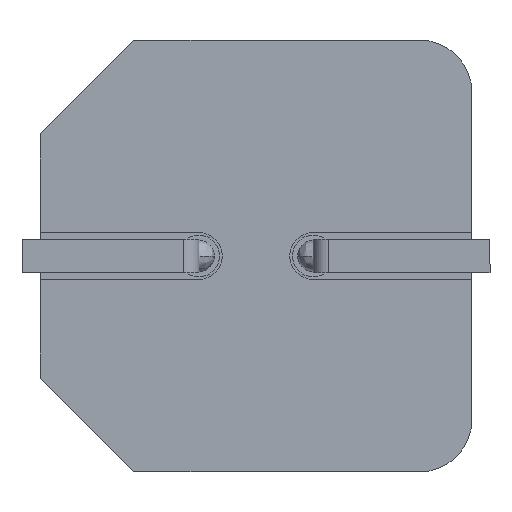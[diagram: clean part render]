
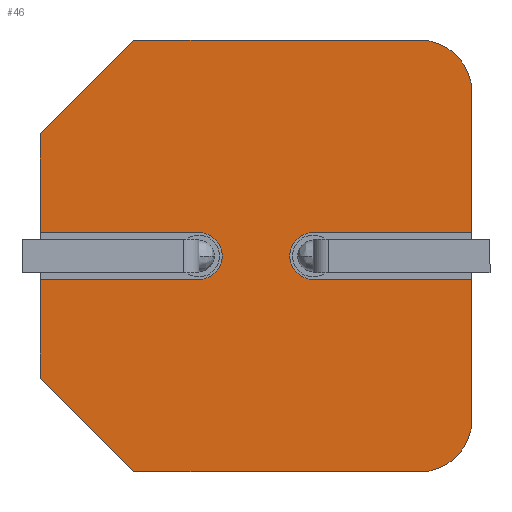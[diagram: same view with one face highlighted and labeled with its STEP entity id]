
A CAD part, front view. The second image highlights one B-rep face of the part: STEP entity #46.
In plain terms, the highlighted planar face has unit normal (0, -1, 0).
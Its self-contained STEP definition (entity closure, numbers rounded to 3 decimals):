
#19 = DIRECTION ( 'NONE',  ( 0., 0., 1. ) ) ;
#46 = ADVANCED_FACE ( 'NONE', ( #1927 ), #874, .T. ) ;
#51 = EDGE_CURVE ( 'NONE', #285, #220, #1300, .T. ) ;
#61 = EDGE_CURVE ( 'NONE', #1534, #2104, #2304, .T. ) ;
#71 = LINE ( 'NONE', #1689, #1745 ) ;
#79 = EDGE_CURVE ( 'NONE', #223, #393, #71, .T. ) ;
#81 = LINE ( 'NONE', #1886, #1648 ) ;
#96 = CARTESIAN_POINT ( 'NONE',  ( 0., 0., -0.45 ) ) ;
#107 = DIRECTION ( 'NONE',  ( 1., 0., 0. ) ) ;
#133 = VECTOR ( 'NONE', #1530, 1000. ) ;
#144 = VECTOR ( 'NONE', #1531, 1000. ) ;
#157 = EDGE_CURVE ( 'NONE', #2104, #1282, #1915, .T. ) ;
#171 = VERTEX_POINT ( 'NONE', #886 ) ;
#175 = EDGE_CURVE ( 'NONE', #220, #223, #2036, .T. ) ;
#194 = ORIENTED_EDGE ( 'NONE', *, *, #1092, .T. ) ;
#200 = DIRECTION ( 'NONE',  ( 0., 0., 1. ) ) ;
#202 = AXIS2_PLACEMENT_3D ( 'NONE', #2523, #1532, #1891 ) ;
#218 = AXIS2_PLACEMENT_3D ( 'NONE', #2509, #1094, #1715 ) ;
#220 = VERTEX_POINT ( 'NONE', #2274 ) ;
#223 = VERTEX_POINT ( 'NONE', #1009 ) ;
#235 = CARTESIAN_POINT ( 'NONE',  ( 0., 0., 0.45 ) ) ;
#272 = EDGE_CURVE ( 'NONE', #1323, #406, #1631, .T. ) ;
#285 = VERTEX_POINT ( 'NONE', #856 ) ;
#307 = CARTESIAN_POINT ( 'NONE',  ( -4.15, 0., 0. ) ) ;
#317 = EDGE_CURVE ( 'NONE', #1622, #2403, #1528, .T. ) ;
#325 = VECTOR ( 'NONE', #200, 1000. ) ;
#352 = CARTESIAN_POINT ( 'NONE',  ( 4.15, 0., 0. ) ) ;
#364 = CARTESIAN_POINT ( 'NONE',  ( 0., 0., 4.15 ) ) ;
#393 = VERTEX_POINT ( 'NONE', #918 ) ;
#399 = VERTEX_POINT ( 'NONE', #1063 ) ;
#406 = VERTEX_POINT ( 'NONE', #2506 ) ;
#408 = VERTEX_POINT ( 'NONE', #1090 ) ;
#454 = CARTESIAN_POINT ( 'NONE',  ( -2.35, 0., 4.15 ) ) ;
#463 = VECTOR ( 'NONE', #1903, 1000. ) ;
#472 = CARTESIAN_POINT ( 'NONE',  ( 0., 0., -0.45 ) ) ;
#521 = EDGE_CURVE ( 'NONE', #408, #1622, #2186, .T. ) ;
#522 = DIRECTION ( 'NONE',  ( 0., 0., -1. ) ) ;
#526 = ORIENTED_EDGE ( 'NONE', *, *, #51, .T. ) ;
#535 = LINE ( 'NONE', #919, #1692 ) ;
#597 = CARTESIAN_POINT ( 'NONE',  ( -4.15, 0., -2.35 ) ) ;
#656 = ORIENTED_EDGE ( 'NONE', *, *, #272, .T. ) ;
#661 = AXIS2_PLACEMENT_3D ( 'NONE', #1208, #2019, #19 ) ;
#681 = DIRECTION ( 'NONE',  ( -0.707, 0., -0.707 ) ) ;
#695 = DIRECTION ( 'NONE',  ( 0., 0., 1. ) ) ;
#718 = AXIS2_PLACEMENT_3D ( 'NONE', #2521, #2533, #695 ) ;
#764 = VECTOR ( 'NONE', #2436, 1000. ) ;
#856 = CARTESIAN_POINT ( 'NONE',  ( 4.15, 0., -0.45 ) ) ;
#869 = EDGE_LOOP ( 'NONE', ( #1747, #2420, #1954, #2482, #1399, #936, #1997, #656, #1067, #2216, #1251, #194, #2414, #1337, #1231, #526 ) ) ;
#874 = PLANE ( 'NONE',  #718 ) ;
#886 = CARTESIAN_POINT ( 'NONE',  ( 4.15, 0., -3.15 ) ) ;
#918 = CARTESIAN_POINT ( 'NONE',  ( 4.15, 0., 0.45 ) ) ;
#919 = CARTESIAN_POINT ( 'NONE',  ( -4.15, 0., 0. ) ) ;
#923 = CARTESIAN_POINT ( 'NONE',  ( -2.35, 0., -4.15 ) ) ;
#934 = CARTESIAN_POINT ( 'NONE',  ( -1.1, 0., 0. ) ) ;
#936 = ORIENTED_EDGE ( 'NONE', *, *, #317, .T. ) ;
#948 = CARTESIAN_POINT ( 'NONE',  ( -1.1, 0., -0.45 ) ) ;
#1009 = CARTESIAN_POINT ( 'NONE',  ( 1.1, 0., 0.45 ) ) ;
#1035 = VECTOR ( 'NONE', #1381, 1000. ) ;
#1053 = VECTOR ( 'NONE', #1169, 1000. ) ;
#1063 = CARTESIAN_POINT ( 'NONE',  ( 4.15, 0., 3.15 ) ) ;
#1067 = ORIENTED_EDGE ( 'NONE', *, *, #1104, .T. ) ;
#1090 = CARTESIAN_POINT ( 'NONE',  ( 3.15, 0., 4.15 ) ) ;
#1092 = EDGE_CURVE ( 'NONE', #1282, #1991, #1287, .T. ) ;
#1094 = DIRECTION ( 'NONE',  ( 0., 1., 0. ) ) ;
#1095 = CARTESIAN_POINT ( 'NONE',  ( -4.15, 0., -2.35 ) ) ;
#1104 = EDGE_CURVE ( 'NONE', #406, #1534, #2175, .T. ) ;
#1169 = DIRECTION ( 'NONE',  ( -1., 0., 0. ) ) ;
#1208 = CARTESIAN_POINT ( 'NONE',  ( 3.15, 0., 3.15 ) ) ;
#1214 = CIRCLE ( 'NONE', #202, 1. ) ;
#1222 = CARTESIAN_POINT ( 'NONE',  ( -2.35, 0., 4.15 ) ) ;
#1231 = ORIENTED_EDGE ( 'NONE', *, *, #2026, .T. ) ;
#1251 = ORIENTED_EDGE ( 'NONE', *, *, #157, .T. ) ;
#1282 = VERTEX_POINT ( 'NONE', #597 ) ;
#1287 = LINE ( 'NONE', #1095, #144 ) ;
#1300 = LINE ( 'NONE', #472, #133 ) ;
#1323 = VERTEX_POINT ( 'NONE', #2404 ) ;
#1337 = ORIENTED_EDGE ( 'NONE', *, *, #1813, .T. ) ;
#1343 = DIRECTION ( 'NONE',  ( 0., 1., 0. ) ) ;
#1371 = AXIS2_PLACEMENT_3D ( 'NONE', #934, #1343, #2101 ) ;
#1381 = DIRECTION ( 'NONE',  ( 0., 0., 1. ) ) ;
#1399 = ORIENTED_EDGE ( 'NONE', *, *, #521, .T. ) ;
#1407 = LINE ( 'NONE', #2263, #325 ) ;
#1419 = CARTESIAN_POINT ( 'NONE',  ( -4.15, 0., -0.45 ) ) ;
#1528 = LINE ( 'NONE', #454, #2209 ) ;
#1530 = DIRECTION ( 'NONE',  ( -1., 0., 0. ) ) ;
#1531 = DIRECTION ( 'NONE',  ( 0.707, 0., -0.707 ) ) ;
#1532 = DIRECTION ( 'NONE',  ( 0., -1., 0. ) ) ;
#1534 = VERTEX_POINT ( 'NONE', #948 ) ;
#1622 = VERTEX_POINT ( 'NONE', #1222 ) ;
#1631 = LINE ( 'NONE', #235, #764 ) ;
#1648 = VECTOR ( 'NONE', #2330, 1000. ) ;
#1689 = CARTESIAN_POINT ( 'NONE',  ( 0., 0., 0.45 ) ) ;
#1692 = VECTOR ( 'NONE', #522, 1000. ) ;
#1699 = EDGE_CURVE ( 'NONE', #399, #408, #2021, .T. ) ;
#1715 = DIRECTION ( 'NONE',  ( 0., 0., 1. ) ) ;
#1745 = VECTOR ( 'NONE', #107, 1000. ) ;
#1747 = ORIENTED_EDGE ( 'NONE', *, *, #175, .T. ) ;
#1780 = LINE ( 'NONE', #352, #1035 ) ;
#1783 = VERTEX_POINT ( 'NONE', #2089 ) ;
#1813 = EDGE_CURVE ( 'NONE', #1783, #171, #1214, .T. ) ;
#1886 = CARTESIAN_POINT ( 'NONE',  ( 0., 0., -4.15 ) ) ;
#1891 = DIRECTION ( 'NONE',  ( 0., 0., 1. ) ) ;
#1903 = DIRECTION ( 'NONE',  ( 0., 0., -1. ) ) ;
#1915 = LINE ( 'NONE', #307, #463 ) ;
#1927 = FACE_OUTER_BOUND ( 'NONE', #869, .T. ) ;
#1930 = EDGE_CURVE ( 'NONE', #393, #399, #1780, .T. ) ;
#1954 = ORIENTED_EDGE ( 'NONE', *, *, #1930, .T. ) ;
#1991 = VERTEX_POINT ( 'NONE', #923 ) ;
#1997 = ORIENTED_EDGE ( 'NONE', *, *, #2313, .T. ) ;
#2019 = DIRECTION ( 'NONE',  ( 0., -1., 0. ) ) ;
#2021 = CIRCLE ( 'NONE', #661, 1. ) ;
#2026 = EDGE_CURVE ( 'NONE', #171, #285, #1407, .T. ) ;
#2027 = CARTESIAN_POINT ( 'NONE',  ( -4.15, 0., 2.35 ) ) ;
#2036 = CIRCLE ( 'NONE', #218, 0.45 ) ;
#2089 = CARTESIAN_POINT ( 'NONE',  ( 3.15, 0., -4.15 ) ) ;
#2101 = DIRECTION ( 'NONE',  ( 0., 0., 1. ) ) ;
#2104 = VERTEX_POINT ( 'NONE', #1419 ) ;
#2150 = DIRECTION ( 'NONE',  ( -1., 0., 0. ) ) ;
#2165 = VECTOR ( 'NONE', #2150, 1000. ) ;
#2175 = CIRCLE ( 'NONE', #1371, 0.45 ) ;
#2186 = LINE ( 'NONE', #364, #1053 ) ;
#2209 = VECTOR ( 'NONE', #681, 1000. ) ;
#2214 = EDGE_CURVE ( 'NONE', #1991, #1783, #81, .T. ) ;
#2216 = ORIENTED_EDGE ( 'NONE', *, *, #61, .T. ) ;
#2263 = CARTESIAN_POINT ( 'NONE',  ( 4.15, 0., 0. ) ) ;
#2274 = CARTESIAN_POINT ( 'NONE',  ( 1.1, 0., -0.45 ) ) ;
#2304 = LINE ( 'NONE', #96, #2165 ) ;
#2313 = EDGE_CURVE ( 'NONE', #2403, #1323, #535, .T. ) ;
#2330 = DIRECTION ( 'NONE',  ( 1., 0., 0. ) ) ;
#2403 = VERTEX_POINT ( 'NONE', #2027 ) ;
#2404 = CARTESIAN_POINT ( 'NONE',  ( -4.15, 0., 0.45 ) ) ;
#2414 = ORIENTED_EDGE ( 'NONE', *, *, #2214, .T. ) ;
#2420 = ORIENTED_EDGE ( 'NONE', *, *, #79, .T. ) ;
#2436 = DIRECTION ( 'NONE',  ( 1., 0., 0. ) ) ;
#2482 = ORIENTED_EDGE ( 'NONE', *, *, #1699, .T. ) ;
#2506 = CARTESIAN_POINT ( 'NONE',  ( -1.1, 0., 0.45 ) ) ;
#2509 = CARTESIAN_POINT ( 'NONE',  ( 1.1, 0., 0. ) ) ;
#2521 = CARTESIAN_POINT ( 'NONE',  ( 0., 0., 0. ) ) ;
#2523 = CARTESIAN_POINT ( 'NONE',  ( 3.15, 0., -3.15 ) ) ;
#2533 = DIRECTION ( 'NONE',  ( 0., -1., 0. ) ) ;
